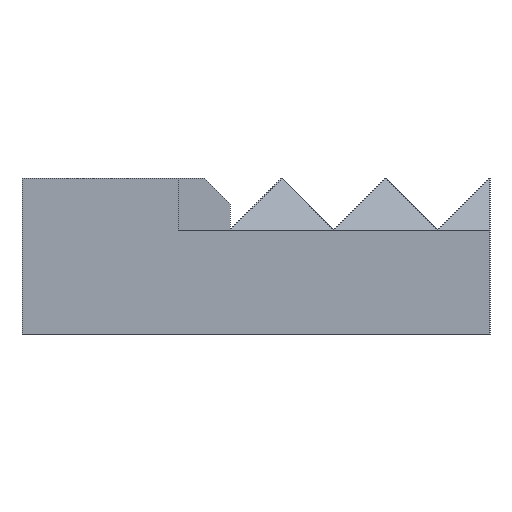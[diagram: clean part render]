
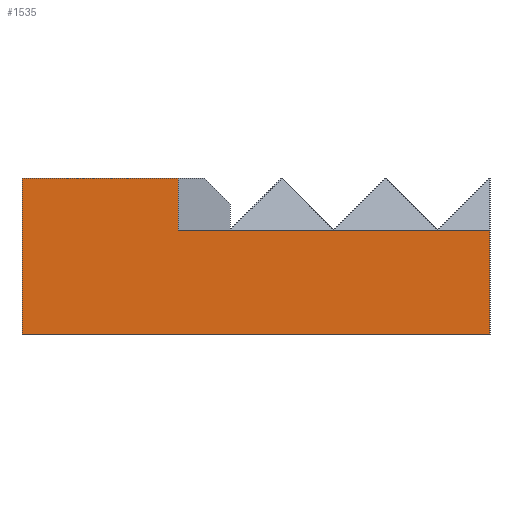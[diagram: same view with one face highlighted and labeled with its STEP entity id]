
A CAD part, left-side view. The second image highlights one B-rep face of the part: STEP entity #1535.
In plain terms, the highlighted planar face has unit normal (-1, 0, 0).
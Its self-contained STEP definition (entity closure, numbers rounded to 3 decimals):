
#83=FACE_OUTER_BOUND('',#190,.T.);
#190=EDGE_LOOP('',(#1220,#1221,#1222,#1223,#1224,#1225));
#245=LINE('',#2144,#451);
#274=LINE('',#2202,#480);
#309=LINE('',#2272,#515);
#313=LINE('',#2281,#519);
#418=LINE('',#2469,#624);
#419=LINE('',#2470,#625);
#451=VECTOR('',#1710,10.);
#480=VECTOR('',#1753,10.);
#515=VECTOR('',#1816,10.);
#519=VECTOR('',#1822,10.);
#624=VECTOR('',#2015,10.);
#625=VECTOR('',#2016,10.);
#656=VERTEX_POINT('',#2141);
#657=VERTEX_POINT('',#2143);
#678=VERTEX_POINT('',#2199);
#679=VERTEX_POINT('',#2201);
#703=VERTEX_POINT('',#2278);
#704=VERTEX_POINT('',#2280);
#760=EDGE_CURVE('',#656,#657,#245,.T.);
#789=EDGE_CURVE('',#679,#678,#274,.T.);
#824=EDGE_CURVE('',#678,#657,#309,.T.);
#828=EDGE_CURVE('',#704,#703,#313,.T.);
#933=EDGE_CURVE('',#704,#656,#418,.T.);
#934=EDGE_CURVE('',#703,#679,#419,.T.);
#1220=ORIENTED_EDGE('',*,*,#789,.T.);
#1221=ORIENTED_EDGE('',*,*,#824,.T.);
#1222=ORIENTED_EDGE('',*,*,#760,.F.);
#1223=ORIENTED_EDGE('',*,*,#933,.F.);
#1224=ORIENTED_EDGE('',*,*,#828,.T.);
#1225=ORIENTED_EDGE('',*,*,#934,.T.);
#1429=PLANE('',#1649);
#1535=ADVANCED_FACE('',(#83),#1429,.T.);
#1649=AXIS2_PLACEMENT_3D('',#2468,#2013,#2014);
#1710=DIRECTION('',(0.,-1.,0.));
#1753=DIRECTION('',(0.,1.,0.));
#1816=DIRECTION('',(0.,0.,1.));
#1822=DIRECTION('',(0.,-1.,0.));
#2013=DIRECTION('center_axis',(-1.,0.,0.));
#2014=DIRECTION('ref_axis',(0.,-1.,0.));
#2015=DIRECTION('',(0.,0.,1.));
#2016=DIRECTION('',(0.,0.,1.));
#2141=CARTESIAN_POINT('',(0.,9.,3.));
#2143=CARTESIAN_POINT('',(0.,6.,3.));
#2144=CARTESIAN_POINT('',(0.,9.,3.));
#2199=CARTESIAN_POINT('',(0.,6.,2.));
#2201=CARTESIAN_POINT('',(0.,0.,2.));
#2202=CARTESIAN_POINT('',(0.,4.5,2.));
#2272=CARTESIAN_POINT('',(0.,6.,1.));
#2278=CARTESIAN_POINT('',(0.,0.,0.));
#2280=CARTESIAN_POINT('',(0.,9.,0.));
#2281=CARTESIAN_POINT('',(0.,9.,0.));
#2468=CARTESIAN_POINT('Origin',(0.,9.,0.));
#2469=CARTESIAN_POINT('',(0.,9.,0.));
#2470=CARTESIAN_POINT('',(0.,0.,0.));
